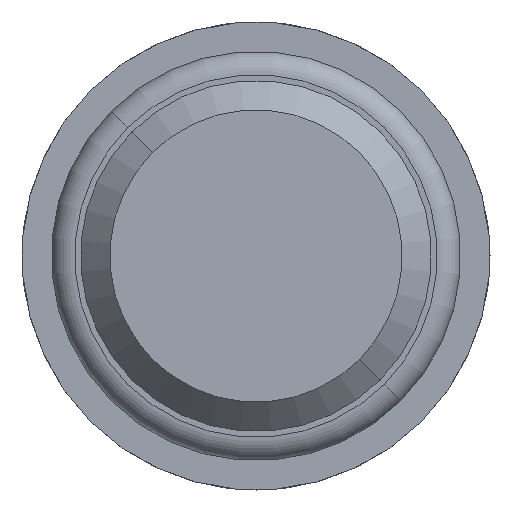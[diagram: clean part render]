
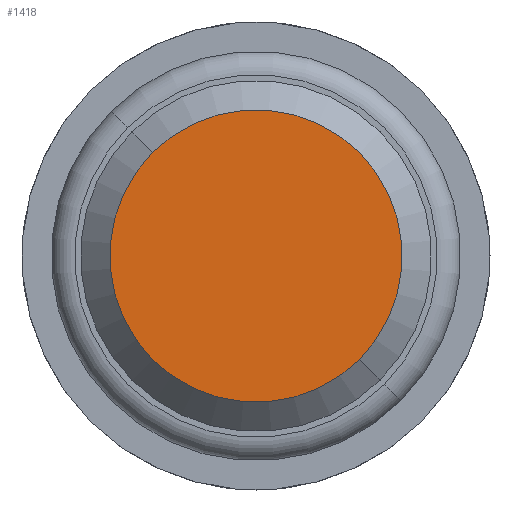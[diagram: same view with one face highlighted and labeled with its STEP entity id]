
A CAD part, front view. The second image highlights one B-rep face of the part: STEP entity #1418.
In plain terms, the highlighted planar face has unit normal (0, -1, 0).
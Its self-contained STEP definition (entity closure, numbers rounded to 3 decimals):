
#68 = CARTESIAN_POINT ( 'NONE',  ( 0., -34.6, 0. ) ) ;
#203 = CARTESIAN_POINT ( 'NONE',  ( 0., -34.6, 0. ) ) ;
#707 = EDGE_LOOP ( 'NONE', ( #3264, #1664 ) ) ;
#772 = FACE_OUTER_BOUND ( 'NONE', #707, .T. ) ;
#1084 = DIRECTION ( 'NONE',  ( 0., -1., 0. ) ) ;
#1134 = CIRCLE ( 'NONE', #6433, 1.25 ) ;
#1341 = DIRECTION ( 'NONE',  ( 0., -1., 0. ) ) ;
#1418 = ADVANCED_FACE ( 'Defeature ausgef�hrt2_5', ( #772 ), #6975, .F. ) ;
#1462 = AXIS2_PLACEMENT_3D ( 'NONE', #68, #1341, #2899 ) ;
#1601 = DIRECTION ( 'NONE',  ( -0.707, 0., 0.707 ) ) ;
#1664 = ORIENTED_EDGE ( 'NONE', *, *, #5318, .T. ) ;
#1880 = DIRECTION ( 'NONE',  ( -0.707, 0., 0.707 ) ) ;
#2899 = DIRECTION ( 'NONE',  ( -0.707, 0., 0.707 ) ) ;
#3258 = CARTESIAN_POINT ( 'NONE',  ( 0.884, -34.6, -0.884 ) ) ;
#3264 = ORIENTED_EDGE ( 'NONE', *, *, #6925, .T. ) ;
#5318 = EDGE_CURVE ( 'Defeature ausgef�hrt2_5+Defeature ausgef�hrt2_4+Defeature ausgef�hrt2_4+Defeature ausgef�hrt2_4', #5958, #7055, #7237, .T. ) ;
#5923 = CARTESIAN_POINT ( 'NONE',  ( -0.884, -34.6, 0.884 ) ) ;
#5956 = DIRECTION ( 'NONE',  ( 0., 1., 0. ) ) ;
#5958 = VERTEX_POINT ( 'NONE', #3258 ) ;
#6433 = AXIS2_PLACEMENT_3D ( 'NONE', #7180, #1084, #1601 ) ;
#6925 = EDGE_CURVE ( 'Defeature ausgef�hrt2_5+Defeature ausgef�hrt2_4+Defeature ausgef�hrt2_4+Defeature ausgef�hrt2_4', #7055, #5958, #1134, .T. ) ;
#6975 = PLANE ( 'NONE',  #7329 ) ;
#7055 = VERTEX_POINT ( 'NONE', #5923 ) ;
#7180 = CARTESIAN_POINT ( 'NONE',  ( 0., -34.6, 0. ) ) ;
#7237 = CIRCLE ( 'NONE', #1462, 1.25 ) ;
#7329 = AXIS2_PLACEMENT_3D ( 'NONE', #203, #5956, #1880 ) ;
